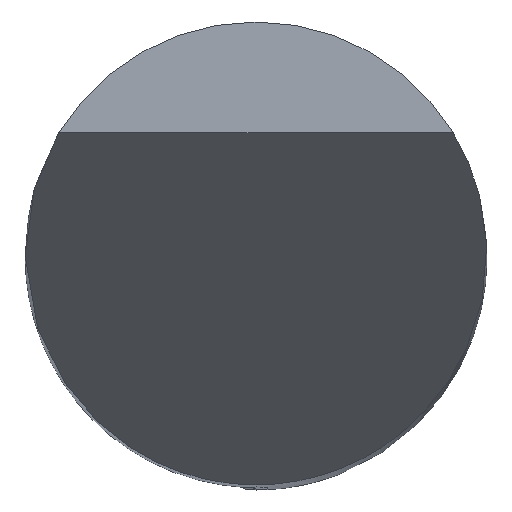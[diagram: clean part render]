
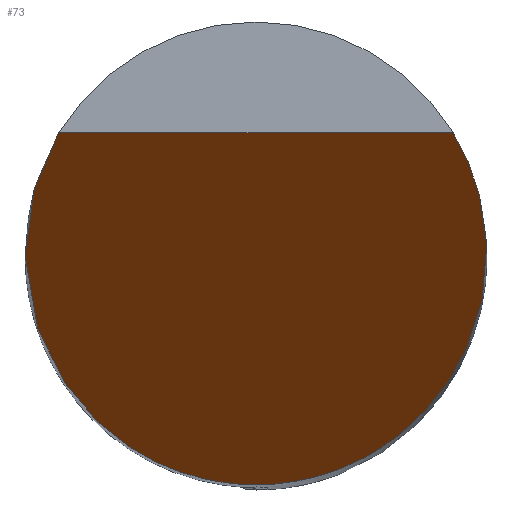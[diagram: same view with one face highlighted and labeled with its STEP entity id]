
A CAD part, top view. The second image highlights one B-rep face of the part: STEP entity #73.
In plain terms, the highlighted planar face has unit normal (0, -0.866, 0.5).
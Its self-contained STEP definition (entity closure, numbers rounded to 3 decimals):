
#57=PLANE('',#562);
#73=ADVANCED_FACE('',(#109),#57,.F.);
#109=FACE_OUTER_BOUND('',#138,.T.);
#138=EDGE_LOOP('',(#274,#275,#276));
#185=LINE('',#938,#210);
#210=VECTOR('',#631,1.);
#274=ORIENTED_EDGE('',*,*,#437,.T.);
#275=ORIENTED_EDGE('',*,*,#418,.T.);
#276=ORIENTED_EDGE('',*,*,#446,.T.);
#373=VERTEX_POINT('',#758);
#374=VERTEX_POINT('',#763);
#386=VERTEX_POINT('',#902);
#418=EDGE_CURVE('',#374,#373,#510,.T.);
#437=EDGE_CURVE('',#386,#374,#511,.T.);
#446=EDGE_CURVE('',#373,#386,#185,.T.);
#510=(
BOUNDED_CURVE()
B_SPLINE_CURVE(3,(#759,#760,#761,#762),.UNSPECIFIED.,.F.,.F.)
B_SPLINE_CURVE_WITH_KNOTS((4,4),(0.,1.),.UNSPECIFIED.)
CURVE()
GEOMETRIC_REPRESENTATION_ITEM()
RATIONAL_B_SPLINE_CURVE((1.,0.66,0.66,1.))
REPRESENTATION_ITEM('')
);
#511=(
BOUNDED_CURVE()
B_SPLINE_CURVE(3,(#898,#899,#900,#901),.UNSPECIFIED.,.F.,.F.)
B_SPLINE_CURVE_WITH_KNOTS((4,4),(0.,1.),.UNSPECIFIED.)
CURVE()
GEOMETRIC_REPRESENTATION_ITEM()
RATIONAL_B_SPLINE_CURVE((1.,0.66,0.66,1.))
REPRESENTATION_ITEM('')
);
#562=AXIS2_PLACEMENT_3D('',#940,#634,#635);
#631=DIRECTION('',(-1.,0.,0.));
#634=DIRECTION('',(0.,0.866,-0.5));
#635=DIRECTION('',(0.,0.5,0.866));
#758=CARTESIAN_POINT('',(2.136,1.299,2.25));
#759=CARTESIAN_POINT('',(0.,-2.5,-4.33));
#760=CARTESIAN_POINT('',(2.201,-2.5,-4.33));
#761=CARTESIAN_POINT('',(3.28,-0.581,-1.007));
#762=CARTESIAN_POINT('',(2.136,1.299,2.25));
#763=CARTESIAN_POINT('',(0.,-2.5,-4.33));
#898=CARTESIAN_POINT('',(-2.136,1.299,2.25));
#899=CARTESIAN_POINT('',(-3.28,-0.581,-1.007));
#900=CARTESIAN_POINT('',(-2.201,-2.5,-4.33));
#901=CARTESIAN_POINT('',(0.,-2.5,-4.33));
#902=CARTESIAN_POINT('',(-2.136,1.299,2.25));
#938=CARTESIAN_POINT('',(0.,1.299,2.25));
#940=CARTESIAN_POINT('',(2.5,-2.5,-4.33));
